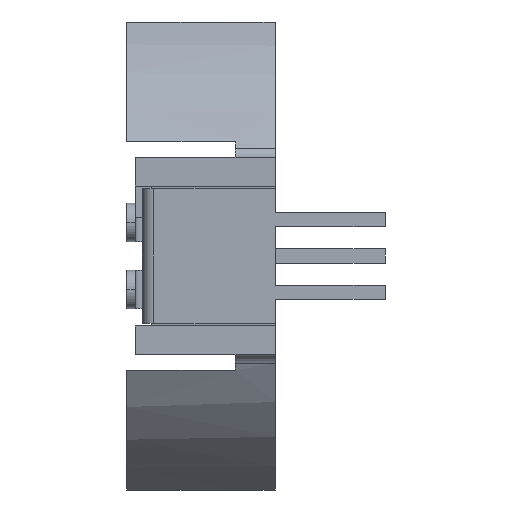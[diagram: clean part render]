
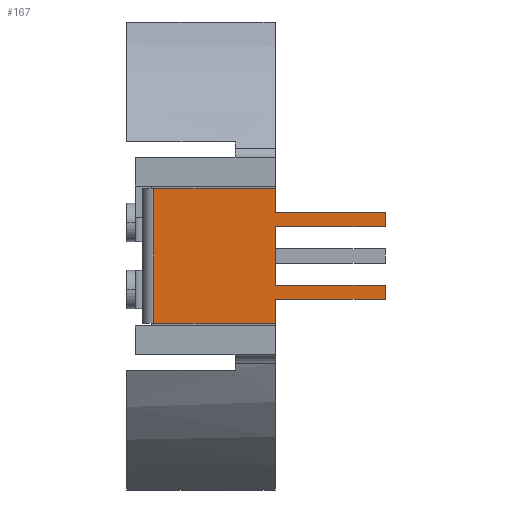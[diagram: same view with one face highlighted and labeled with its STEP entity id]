
A CAD part, left-side view. The second image highlights one B-rep face of the part: STEP entity #167.
In plain terms, the highlighted planar face has unit normal (-1, 0, 0).
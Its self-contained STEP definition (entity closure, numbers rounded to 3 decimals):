
#54 = CARTESIAN_POINT ( 'NONE',  ( -11.65, 0., 2.35 ) ) ;
#55 = LINE ( 'NONE', #5613, #3651 ) ;
#108 = CARTESIAN_POINT ( 'NONE',  ( -11.65, 0., 1.52 ) ) ;
#110 = CARTESIAN_POINT ( 'NONE',  ( -11.65, 0., -2.35 ) ) ;
#167 = ADVANCED_FACE ( 'NONE', ( #3320 ), #3808, .F. ) ;
#181 = VECTOR ( 'NONE', #3557, 1000. ) ;
#219 = CARTESIAN_POINT ( 'NONE',  ( -11.65, 0., 1.52 ) ) ;
#231 = VECTOR ( 'NONE', #6961, 1000. ) ;
#314 = EDGE_CURVE ( 'NONE', #4236, #877, #2349, .T. ) ;
#371 = DIRECTION ( 'NONE',  ( 0., -1., 0. ) ) ;
#393 = ORIENTED_EDGE ( 'NONE', *, *, #314, .F. ) ;
#687 = CARTESIAN_POINT ( 'NONE',  ( -11.65, 4.25, -2.35 ) ) ;
#837 = VERTEX_POINT ( 'NONE', #6308 ) ;
#845 = VERTEX_POINT ( 'NONE', #4854 ) ;
#877 = VERTEX_POINT ( 'NONE', #5921 ) ;
#930 = DIRECTION ( 'NONE',  ( 1., 0., 0. ) ) ;
#1063 = LINE ( 'NONE', #5087, #1436 ) ;
#1121 = AXIS2_PLACEMENT_3D ( 'NONE', #6648, #930, #1539 ) ;
#1145 = EDGE_CURVE ( 'NONE', #3584, #845, #1063, .T. ) ;
#1204 = CARTESIAN_POINT ( 'NONE',  ( -11.65, -3.85, -12.679 ) ) ;
#1400 = LINE ( 'NONE', #3363, #3273 ) ;
#1434 = EDGE_CURVE ( 'NONE', #7214, #837, #5551, .T. ) ;
#1436 = VECTOR ( 'NONE', #1580, 1000. ) ;
#1539 = DIRECTION ( 'NONE',  ( 0., 0., -1. ) ) ;
#1580 = DIRECTION ( 'NONE',  ( 0., 0., 1. ) ) ;
#1661 = ORIENTED_EDGE ( 'NONE', *, *, #1679, .F. ) ;
#1679 = EDGE_CURVE ( 'NONE', #5160, #845, #6269, .T. ) ;
#1799 = VECTOR ( 'NONE', #3364, 1000. ) ;
#1884 = VERTEX_POINT ( 'NONE', #54 ) ;
#1898 = LINE ( 'NONE', #7135, #5485 ) ;
#1949 = CARTESIAN_POINT ( 'NONE',  ( -11.65, -3.85, -1.52 ) ) ;
#1955 = ORIENTED_EDGE ( 'NONE', *, *, #5754, .T. ) ;
#2103 = VERTEX_POINT ( 'NONE', #4268 ) ;
#2125 = LINE ( 'NONE', #3422, #2498 ) ;
#2349 = LINE ( 'NONE', #6761, #5839 ) ;
#2463 = EDGE_LOOP ( 'NONE', ( #1955, #3274, #3291, #2494, #4197, #3085, #5758, #3483, #1661, #2589, #6340, #393 ) ) ;
#2494 = ORIENTED_EDGE ( 'NONE', *, *, #1434, .T. ) ;
#2498 = VECTOR ( 'NONE', #6396, 1000. ) ;
#2589 = ORIENTED_EDGE ( 'NONE', *, *, #6565, .F. ) ;
#2653 = DIRECTION ( 'NONE',  ( 0., 1., 0. ) ) ;
#2879 = CARTESIAN_POINT ( 'NONE',  ( -11.65, 0., 1.02 ) ) ;
#3054 = CARTESIAN_POINT ( 'NONE',  ( -11.65, -3.85, 1.02 ) ) ;
#3085 = ORIENTED_EDGE ( 'NONE', *, *, #4897, .F. ) ;
#3273 = VECTOR ( 'NONE', #5702, 1000. ) ;
#3274 = ORIENTED_EDGE ( 'NONE', *, *, #4234, .F. ) ;
#3291 = ORIENTED_EDGE ( 'NONE', *, *, #4612, .F. ) ;
#3305 = CARTESIAN_POINT ( 'NONE',  ( -11.65, 0., -1.02 ) ) ;
#3320 = FACE_OUTER_BOUND ( 'NONE', #2463, .T. ) ;
#3363 = CARTESIAN_POINT ( 'NONE',  ( -11.65, -3.85, -2.35 ) ) ;
#3364 = DIRECTION ( 'NONE',  ( 0., 0., -1. ) ) ;
#3370 = DIRECTION ( 'NONE',  ( 0., 1., 0. ) ) ;
#3422 = CARTESIAN_POINT ( 'NONE',  ( -11.65, 0., 2.35 ) ) ;
#3483 = ORIENTED_EDGE ( 'NONE', *, *, #1145, .T. ) ;
#3506 = DIRECTION ( 'NONE',  ( 0., 0., 1. ) ) ;
#3557 = DIRECTION ( 'NONE',  ( 0., 0., -1. ) ) ;
#3584 = VERTEX_POINT ( 'NONE', #3054 ) ;
#3651 = VECTOR ( 'NONE', #3370, 1000. ) ;
#3808 = PLANE ( 'NONE',  #1121 ) ;
#4071 = DIRECTION ( 'NONE',  ( 0., -1., 0. ) ) ;
#4197 = ORIENTED_EDGE ( 'NONE', *, *, #7101, .F. ) ;
#4210 = VERTEX_POINT ( 'NONE', #6277 ) ;
#4234 = EDGE_CURVE ( 'NONE', #4210, #2103, #6211, .T. ) ;
#4236 = VERTEX_POINT ( 'NONE', #687 ) ;
#4268 = CARTESIAN_POINT ( 'NONE',  ( -11.65, 0., -2.35 ) ) ;
#4383 = VECTOR ( 'NONE', #3506, 1000. ) ;
#4612 = EDGE_CURVE ( 'NONE', #7214, #4210, #1898, .T. ) ;
#4627 = CARTESIAN_POINT ( 'NONE',  ( -11.65, 0., 1.02 ) ) ;
#4854 = CARTESIAN_POINT ( 'NONE',  ( -11.65, -3.85, 1.52 ) ) ;
#4897 = EDGE_CURVE ( 'NONE', #6627, #6286, #6725, .T. ) ;
#4927 = CARTESIAN_POINT ( 'NONE',  ( -11.65, -3.85, 2.35 ) ) ;
#5087 = CARTESIAN_POINT ( 'NONE',  ( -11.65, -3.85, -12.679 ) ) ;
#5160 = VERTEX_POINT ( 'NONE', #219 ) ;
#5237 = EDGE_CURVE ( 'NONE', #877, #1884, #5607, .T. ) ;
#5344 = VECTOR ( 'NONE', #371, 1000. ) ;
#5485 = VECTOR ( 'NONE', #2653, 1000. ) ;
#5551 = LINE ( 'NONE', #1204, #4383 ) ;
#5607 = LINE ( 'NONE', #4927, #5344 ) ;
#5613 = CARTESIAN_POINT ( 'NONE',  ( -11.65, 0., 1.02 ) ) ;
#5702 = DIRECTION ( 'NONE',  ( 0., -1., 0. ) ) ;
#5754 = EDGE_CURVE ( 'NONE', #4236, #2103, #1400, .T. ) ;
#5758 = ORIENTED_EDGE ( 'NONE', *, *, #6393, .F. ) ;
#5839 = VECTOR ( 'NONE', #6738, 1000. ) ;
#5888 = VECTOR ( 'NONE', #4071, 1000. ) ;
#5921 = CARTESIAN_POINT ( 'NONE',  ( -11.65, 4.25, 2.35 ) ) ;
#6211 = LINE ( 'NONE', #110, #181 ) ;
#6269 = LINE ( 'NONE', #108, #231 ) ;
#6277 = CARTESIAN_POINT ( 'NONE',  ( -11.65, 0., -1.52 ) ) ;
#6286 = VERTEX_POINT ( 'NONE', #3305 ) ;
#6308 = CARTESIAN_POINT ( 'NONE',  ( -11.65, -3.85, -1.02 ) ) ;
#6340 = ORIENTED_EDGE ( 'NONE', *, *, #5237, .F. ) ;
#6393 = EDGE_CURVE ( 'NONE', #3584, #6627, #55, .T. ) ;
#6396 = DIRECTION ( 'NONE',  ( 0., 0., -1. ) ) ;
#6413 = CARTESIAN_POINT ( 'NONE',  ( -11.65, 0., -1.02 ) ) ;
#6565 = EDGE_CURVE ( 'NONE', #1884, #5160, #2125, .T. ) ;
#6627 = VERTEX_POINT ( 'NONE', #4627 ) ;
#6648 = CARTESIAN_POINT ( 'NONE',  ( -11.65, -3.85, -12.679 ) ) ;
#6725 = LINE ( 'NONE', #2879, #1799 ) ;
#6738 = DIRECTION ( 'NONE',  ( 0., 0., 1. ) ) ;
#6761 = CARTESIAN_POINT ( 'NONE',  ( -11.65, 4.25, -12.679 ) ) ;
#6873 = LINE ( 'NONE', #6413, #5888 ) ;
#6961 = DIRECTION ( 'NONE',  ( 0., -1., 0. ) ) ;
#7101 = EDGE_CURVE ( 'NONE', #6286, #837, #6873, .T. ) ;
#7135 = CARTESIAN_POINT ( 'NONE',  ( -11.65, 0., -1.52 ) ) ;
#7214 = VERTEX_POINT ( 'NONE', #1949 ) ;
